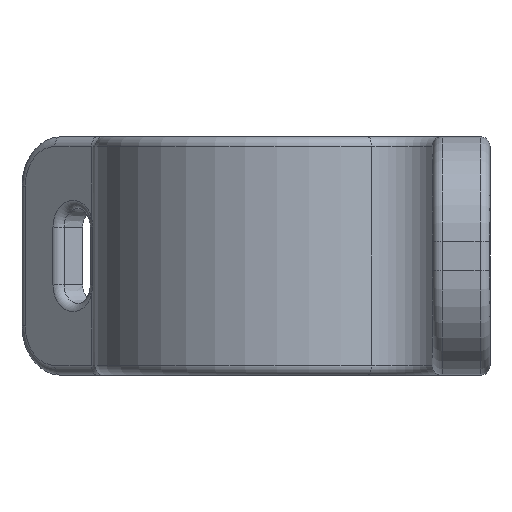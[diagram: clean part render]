
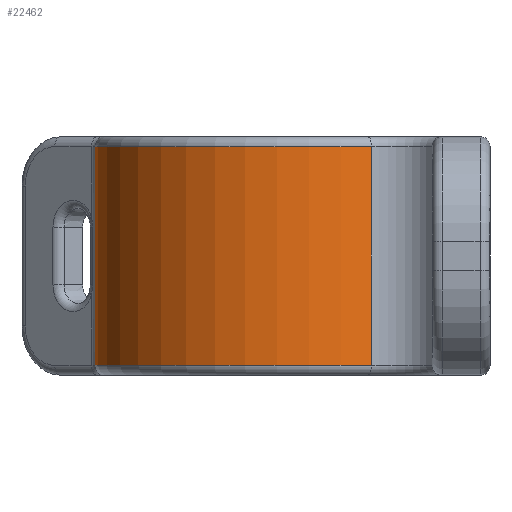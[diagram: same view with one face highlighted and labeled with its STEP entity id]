
A CAD part, left-side view. The second image highlights one B-rep face of the part: STEP entity #22462.
In plain terms, the highlighted cylindrical face has radius 12 mm (diameter 24 mm), a partial arc.
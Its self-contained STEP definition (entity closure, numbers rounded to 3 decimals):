
#333=CARTESIAN_POINT('',(0.,0.,-6.65));
#334=DIRECTION('',(0.,0.,-1.));
#335=DIRECTION('',(-0.917,-0.4,0.));
#336=AXIS2_PLACEMENT_3D('',#333,#334,#335);
#6164=DIRECTION('',(0.,0.,1.));
#6165=VECTOR('',#6164,13.3);
#6166=CARTESIAN_POINT('',(-10.998,-4.8,-6.65));
#6167=LINE('',#6166,#6165);
#6172=DIRECTION('',(0.,0.,1.));
#6173=VECTOR('',#6172,13.3);
#6174=CARTESIAN_POINT('',(1.666,11.884,-6.65));
#6175=LINE('',#6174,#6173);
#6397=CARTESIAN_POINT('',(0.,0.,6.65));
#6398=DIRECTION('',(0.,0.,1.));
#6399=DIRECTION('',(0.139,0.99,0.));
#6400=AXIS2_PLACEMENT_3D('',#6397,#6398,#6399);
#12445=CARTESIAN_POINT('',(-10.998,-4.8,-6.65));
#12446=CARTESIAN_POINT('',(-10.998,-4.8,6.65));
#12447=VERTEX_POINT('',#12445);
#12448=VERTEX_POINT('',#12446);
#12453=CARTESIAN_POINT('',(1.666,11.884,-6.65));
#12454=CARTESIAN_POINT('',(1.666,11.884,6.65));
#12455=VERTEX_POINT('',#12453);
#12456=VERTEX_POINT('',#12454);
#22449=CARTESIAN_POINT('',(0.,0.,-7.25));
#22450=DIRECTION('',(0.,0.,1.));
#22451=DIRECTION('',(1.,0.,0.));
#22452=AXIS2_PLACEMENT_3D('',#22449,#22450,#22451);
#22453=CYLINDRICAL_SURFACE('',#22452,12.);
#22454=ORIENTED_EDGE('',*,*,#22441,.F.);
#22455=ORIENTED_EDGE('',*,*,#15148,.T.);
#22457=ORIENTED_EDGE('',*,*,#22456,.T.);
#22459=ORIENTED_EDGE('',*,*,#22458,.T.);
#22460=EDGE_LOOP('',(#22454,#22455,#22457,#22459));
#22461=FACE_OUTER_BOUND('',#22460,.F.);
#22462=ADVANCED_FACE('',(#22461),#22453,.T.);
#337=CIRCLE('',#336,12.);
#6401=CIRCLE('',#6400,12.);
#15148=EDGE_CURVE('',#12447,#12455,#337,.T.);
#22441=EDGE_CURVE('',#12447,#12448,#6167,.T.);
#22456=EDGE_CURVE('',#12455,#12456,#6175,.T.);
#22458=EDGE_CURVE('',#12456,#12448,#6401,.T.);
